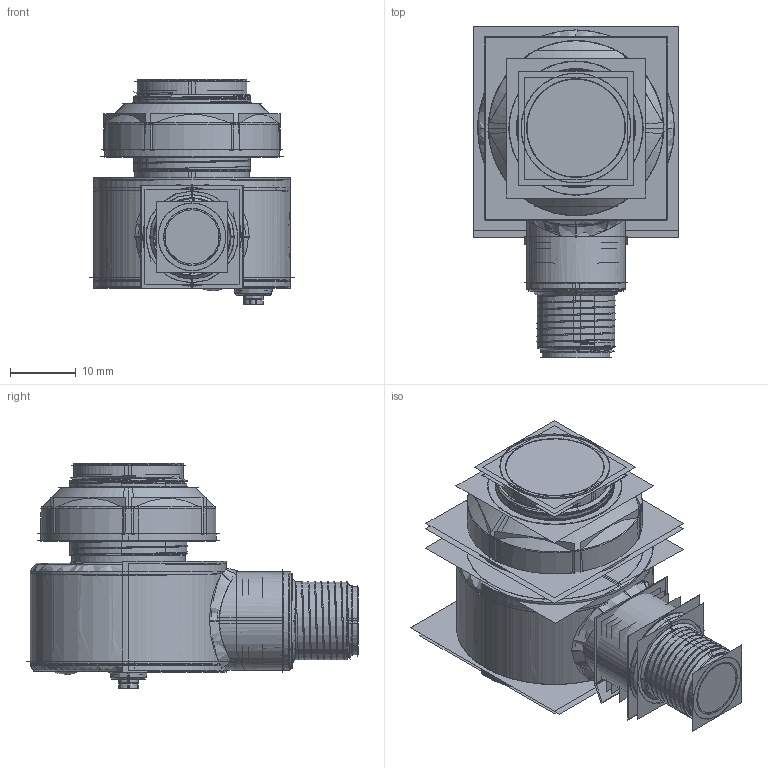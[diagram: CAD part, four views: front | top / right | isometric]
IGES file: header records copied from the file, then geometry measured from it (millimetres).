
Start section:  PTC IGES file: 199029.igs
Global section: file name: 199029.igs; native system: Creo Parametric by PTC Inc.; preprocessor: 2016260; author: pdmadmin; organization: Unknown; date: 20180521.092912; units: millimetre
Bounding box: 31.2 x 50.65 x 34.46 mm (x, y, z)
Volume: 18802.3 mm3; surface area: 83669.6 mm2
Topology: 10 solids, 15 shells, 862 faces, 4304 edges, 5431 vertices
Faces by surface type: revolution 526, bspline 336
